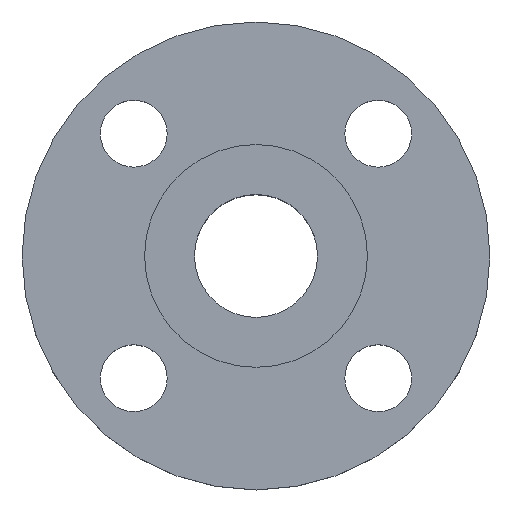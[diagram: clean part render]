
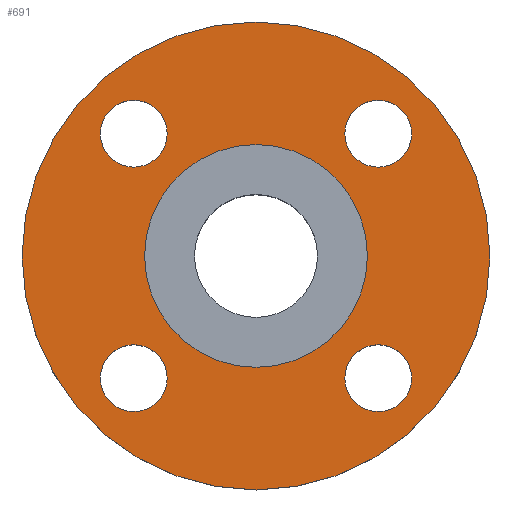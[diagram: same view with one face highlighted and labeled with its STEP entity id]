
A CAD part, top view. The second image highlights one B-rep face of the part: STEP entity #691.
In plain terms, the highlighted planar face has unit normal (0, 0, 1).
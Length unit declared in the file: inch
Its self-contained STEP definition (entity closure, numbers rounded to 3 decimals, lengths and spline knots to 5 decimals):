
#5 = ORIENTED_EDGE ( 'NONE', *, *, #140, .F. ) ;
#9 = CARTESIAN_POINT ( 'NONE',  ( -1.37179, 1.74679, 0. ) ) ;
#12 = CARTESIAN_POINT ( 'NONE',  ( 1.25, 0., 0. ) ) ;
#18 = EDGE_LOOP ( 'NONE', ( #370, #367 ) ) ;
#26 = CARTESIAN_POINT ( 'NONE',  ( 1.37179, 1.37179, 0. ) ) ;
#30 = CARTESIAN_POINT ( 'NONE',  ( -2.625, 0., 0. ) ) ;
#55 = CARTESIAN_POINT ( 'NONE',  ( 1.37179, -0.99679, 0. ) ) ;
#57 = CIRCLE ( 'NONE', #507, 0.375 ) ;
#72 = CARTESIAN_POINT ( 'NONE',  ( 0., 0., 0. ) ) ;
#79 = CIRCLE ( 'NONE', #184, 0.375 ) ;
#81 = DIRECTION ( 'NONE',  ( 0., 0., 1. ) ) ;
#90 = EDGE_CURVE ( 'NONE', #329, #579, #235, .T. ) ;
#101 = EDGE_CURVE ( 'NONE', #304, #591, #163, .T. ) ;
#115 = ORIENTED_EDGE ( 'NONE', *, *, #318, .F. ) ;
#122 = CARTESIAN_POINT ( 'NONE',  ( 1.37179, -1.37179, 0. ) ) ;
#128 = EDGE_LOOP ( 'NONE', ( #372, #486 ) ) ;
#136 = EDGE_LOOP ( 'NONE', ( #779, #115 ) ) ;
#140 = EDGE_CURVE ( 'NONE', #703, #679, #362, .T. ) ;
#147 = AXIS2_PLACEMENT_3D ( 'NONE', #233, #671, #492 ) ;
#151 = FACE_BOUND ( 'NONE', #270, .T. ) ;
#163 = CIRCLE ( 'NONE', #501, 0.375 ) ;
#179 = DIRECTION ( 'NONE',  ( 0., 1., 0. ) ) ;
#184 = AXIS2_PLACEMENT_3D ( 'NONE', #122, #666, #314 ) ;
#200 = EDGE_CURVE ( 'NONE', #788, #644, #502, .T. ) ;
#208 = FACE_BOUND ( 'NONE', #136, .T. ) ;
#212 = DIRECTION ( 'NONE',  ( 1., 0., 0. ) ) ;
#233 = CARTESIAN_POINT ( 'NONE',  ( 0., 0., 0. ) ) ;
#235 = CIRCLE ( 'NONE', #443, 0.375 ) ;
#255 = AXIS2_PLACEMENT_3D ( 'NONE', #539, #457, #390 ) ;
#256 = CIRCLE ( 'NONE', #805, 0.375 ) ;
#262 = FACE_BOUND ( 'NONE', #361, .T. ) ;
#270 = EDGE_LOOP ( 'NONE', ( #273, #284 ) ) ;
#273 = ORIENTED_EDGE ( 'NONE', *, *, #498, .F. ) ;
#284 = ORIENTED_EDGE ( 'NONE', *, *, #778, .F. ) ;
#291 = CARTESIAN_POINT ( 'NONE',  ( 1.37179, -1.37179, 0. ) ) ;
#294 = DIRECTION ( 'NONE',  ( 0., 0., 1. ) ) ;
#298 = EDGE_LOOP ( 'NONE', ( #313, #308 ) ) ;
#304 = VERTEX_POINT ( 'NONE', #730 ) ;
#308 = ORIENTED_EDGE ( 'NONE', *, *, #668, .F. ) ;
#313 = ORIENTED_EDGE ( 'NONE', *, *, #90, .F. ) ;
#314 = DIRECTION ( 'NONE',  ( 0., -1., 0. ) ) ;
#318 = EDGE_CURVE ( 'NONE', #401, #435, #256, .T. ) ;
#320 = CARTESIAN_POINT ( 'NONE',  ( 2.625, 0., 0. ) ) ;
#329 = VERTEX_POINT ( 'NONE', #487 ) ;
#330 = EDGE_CURVE ( 'NONE', #435, #401, #405, .T. ) ;
#355 = CARTESIAN_POINT ( 'NONE',  ( 0.99679, 1.37179, 0. ) ) ;
#359 = DIRECTION ( 'NONE',  ( 0., 0., 1. ) ) ;
#361 = EDGE_LOOP ( 'NONE', ( #633, #5 ) ) ;
#362 = CIRCLE ( 'NONE', #255, 1.25 ) ;
#367 = ORIENTED_EDGE ( 'NONE', *, *, #200, .T. ) ;
#368 = AXIS2_PLACEMENT_3D ( 'NONE', #520, #81, #781 ) ;
#370 = ORIENTED_EDGE ( 'NONE', *, *, #652, .T. ) ;
#372 = ORIENTED_EDGE ( 'NONE', *, *, #731, .F. ) ;
#385 = FACE_OUTER_BOUND ( 'NONE', #18, .T. ) ;
#390 = DIRECTION ( 'NONE',  ( 1., 0., 0. ) ) ;
#395 = DIRECTION ( 'NONE',  ( 1., 0., 0. ) ) ;
#401 = VERTEX_POINT ( 'NONE', #508 ) ;
#405 = CIRCLE ( 'NONE', #430, 0.375 ) ;
#430 = AXIS2_PLACEMENT_3D ( 'NONE', #740, #359, #567 ) ;
#433 = DIRECTION ( 'NONE',  ( 0., 0., 1. ) ) ;
#435 = VERTEX_POINT ( 'NONE', #9 ) ;
#443 = AXIS2_PLACEMENT_3D ( 'NONE', #26, #597, #589 ) ;
#457 = DIRECTION ( 'NONE',  ( 0., 0., 1. ) ) ;
#462 = VERTEX_POINT ( 'NONE', #680 ) ;
#464 = DIRECTION ( 'NONE',  ( -1., 0., 0. ) ) ;
#486 = ORIENTED_EDGE ( 'NONE', *, *, #101, .F. ) ;
#487 = CARTESIAN_POINT ( 'NONE',  ( 1.74679, 1.37179, 0. ) ) ;
#492 = DIRECTION ( 'NONE',  ( 1., 0., 0. ) ) ;
#498 = EDGE_CURVE ( 'NONE', #462, #531, #79, .T. ) ;
#501 = AXIS2_PLACEMENT_3D ( 'NONE', #782, #775, #464 ) ;
#502 = CIRCLE ( 'NONE', #147, 2.625 ) ;
#507 = AXIS2_PLACEMENT_3D ( 'NONE', #291, #294, #792 ) ;
#508 = CARTESIAN_POINT ( 'NONE',  ( -1.37179, 0.99679, 0. ) ) ;
#514 = DIRECTION ( 'NONE',  ( 0., 0., 1. ) ) ;
#520 = CARTESIAN_POINT ( 'NONE',  ( -1.37179, -1.37179, 0. ) ) ;
#530 = EDGE_CURVE ( 'NONE', #679, #703, #753, .T. ) ;
#531 = VERTEX_POINT ( 'NONE', #55 ) ;
#532 = DIRECTION ( 'NONE',  ( 1., 0., 0. ) ) ;
#539 = CARTESIAN_POINT ( 'NONE',  ( 0., 0., 0. ) ) ;
#551 = DIRECTION ( 'NONE',  ( 1., 0., 0. ) ) ;
#553 = CARTESIAN_POINT ( 'NONE',  ( -1.37179, 1.37179, 0. ) ) ;
#567 = DIRECTION ( 'NONE',  ( 0., 1., 0. ) ) ;
#573 = DIRECTION ( 'NONE',  ( 0., 0., 1. ) ) ;
#577 = CARTESIAN_POINT ( 'NONE',  ( 1.37179, 1.37179, 0. ) ) ;
#579 = VERTEX_POINT ( 'NONE', #355 ) ;
#589 = DIRECTION ( 'NONE',  ( 1., 0., 0. ) ) ;
#591 = VERTEX_POINT ( 'NONE', #669 ) ;
#595 = AXIS2_PLACEMENT_3D ( 'NONE', #635, #774, #212 ) ;
#597 = DIRECTION ( 'NONE',  ( 0., 0., 1. ) ) ;
#613 = CIRCLE ( 'NONE', #595, 2.625 ) ;
#627 = CARTESIAN_POINT ( 'NONE',  ( -1.25, 0., 0. ) ) ;
#629 = CIRCLE ( 'NONE', #698, 0.375 ) ;
#633 = ORIENTED_EDGE ( 'NONE', *, *, #530, .F. ) ;
#635 = CARTESIAN_POINT ( 'NONE',  ( 0., 0., 0. ) ) ;
#642 = FACE_BOUND ( 'NONE', #298, .T. ) ;
#644 = VERTEX_POINT ( 'NONE', #320 ) ;
#652 = EDGE_CURVE ( 'NONE', #644, #788, #613, .T. ) ;
#666 = DIRECTION ( 'NONE',  ( 0., 0., 1. ) ) ;
#668 = EDGE_CURVE ( 'NONE', #579, #329, #629, .T. ) ;
#669 = CARTESIAN_POINT ( 'NONE',  ( -1.74679, -1.37179, 0. ) ) ;
#671 = DIRECTION ( 'NONE',  ( 0., 0., 1. ) ) ;
#679 = VERTEX_POINT ( 'NONE', #627 ) ;
#680 = CARTESIAN_POINT ( 'NONE',  ( 1.37179, -1.74679, 0. ) ) ;
#691 = ADVANCED_FACE ( 'NONE', ( #151, #770, #208, #642, #262, #385 ), #696, .T. ) ;
#696 = PLANE ( 'NONE',  #809 ) ;
#698 = AXIS2_PLACEMENT_3D ( 'NONE', #577, #573, #395 ) ;
#703 = VERTEX_POINT ( 'NONE', #12 ) ;
#710 = AXIS2_PLACEMENT_3D ( 'NONE', #807, #433, #551 ) ;
#730 = CARTESIAN_POINT ( 'NONE',  ( -0.99679, -1.37179, 0. ) ) ;
#731 = EDGE_CURVE ( 'NONE', #591, #304, #771, .T. ) ;
#740 = CARTESIAN_POINT ( 'NONE',  ( -1.37179, 1.37179, 0. ) ) ;
#753 = CIRCLE ( 'NONE', #710, 1.25 ) ;
#770 = FACE_BOUND ( 'NONE', #128, .T. ) ;
#771 = CIRCLE ( 'NONE', #368, 0.375 ) ;
#774 = DIRECTION ( 'NONE',  ( 0., 0., 1. ) ) ;
#775 = DIRECTION ( 'NONE',  ( 0., 0., 1. ) ) ;
#778 = EDGE_CURVE ( 'NONE', #531, #462, #57, .T. ) ;
#779 = ORIENTED_EDGE ( 'NONE', *, *, #330, .F. ) ;
#781 = DIRECTION ( 'NONE',  ( -1., 0., 0. ) ) ;
#782 = CARTESIAN_POINT ( 'NONE',  ( -1.37179, -1.37179, 0. ) ) ;
#788 = VERTEX_POINT ( 'NONE', #30 ) ;
#792 = DIRECTION ( 'NONE',  ( 0., -1., 0. ) ) ;
#804 = DIRECTION ( 'NONE',  ( 0., 0., 1. ) ) ;
#805 = AXIS2_PLACEMENT_3D ( 'NONE', #553, #804, #179 ) ;
#807 = CARTESIAN_POINT ( 'NONE',  ( 0., 0., 0. ) ) ;
#809 = AXIS2_PLACEMENT_3D ( 'NONE', #72, #514, #532 ) ;
